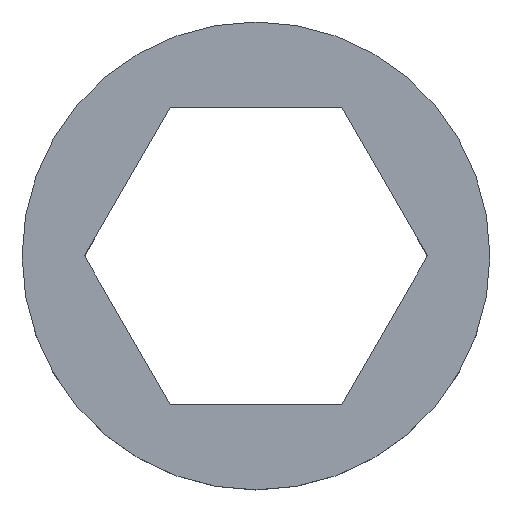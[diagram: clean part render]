
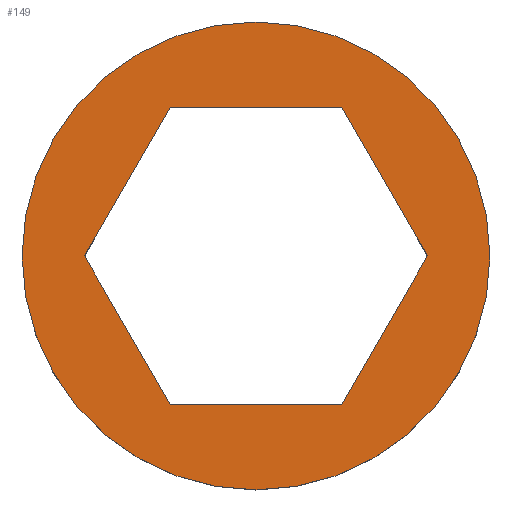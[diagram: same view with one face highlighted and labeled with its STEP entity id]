
A CAD part, top view. The second image highlights one B-rep face of the part: STEP entity #149.
In plain terms, the highlighted planar face has unit normal (0, 0, 1).
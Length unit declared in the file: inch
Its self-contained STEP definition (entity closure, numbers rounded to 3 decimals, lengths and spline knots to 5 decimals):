
#2 = EDGE_LOOP ( 'NONE', ( #147, #134, #110, #15, #14, #289 ) ) ;
#3 = EDGE_CURVE ( 'NONE', #41, #60, #308, .T. ) ;
#7 = LINE ( 'NONE', #21, #186 ) ;
#13 = DIRECTION ( 'NONE',  ( 0., 0., 1. ) ) ;
#14 = ORIENTED_EDGE ( 'NONE', *, *, #29, .F. ) ;
#15 = ORIENTED_EDGE ( 'NONE', *, *, #83, .F. ) ;
#20 = CARTESIAN_POINT ( 'NONE',  ( -0.14434, -0.25, 0.125 ) ) ;
#21 = CARTESIAN_POINT ( 'NONE',  ( -0.28868, 0., 0.125 ) ) ;
#29 = EDGE_CURVE ( 'NONE', #207, #283, #182, .T. ) ;
#31 = FACE_OUTER_BOUND ( 'NONE', #303, .T. ) ;
#36 = VECTOR ( 'NONE', #209, 39.37008 ) ;
#41 = VERTEX_POINT ( 'NONE', #204 ) ;
#43 = VERTEX_POINT ( 'NONE', #122 ) ;
#48 = CARTESIAN_POINT ( 'NONE',  ( 0.14434, 0.25, 0.125 ) ) ;
#60 = VERTEX_POINT ( 'NONE', #98 ) ;
#83 = EDGE_CURVE ( 'NONE', #283, #41, #7, .T. ) ;
#88 = CARTESIAN_POINT ( 'NONE',  ( 0.14434, -0.25, 0.125 ) ) ;
#98 = CARTESIAN_POINT ( 'NONE',  ( 0.14434, -0.25, 0.125 ) ) ;
#110 = ORIENTED_EDGE ( 'NONE', *, *, #3, .F. ) ;
#112 = DIRECTION ( 'NONE',  ( 0., 0., 1. ) ) ;
#113 = AXIS2_PLACEMENT_3D ( 'NONE', #130, #112, #253 ) ;
#115 = AXIS2_PLACEMENT_3D ( 'NONE', #172, #13, #150 ) ;
#120 = ORIENTED_EDGE ( 'NONE', *, *, #212, .T. ) ;
#122 = CARTESIAN_POINT ( 'NONE',  ( 0.14434, 0.25, 0.125 ) ) ;
#126 = CARTESIAN_POINT ( 'NONE',  ( -0.28868, 0., 0.125 ) ) ;
#127 = CARTESIAN_POINT ( 'NONE',  ( 0.28868, 0., 0.125 ) ) ;
#130 = CARTESIAN_POINT ( 'NONE',  ( 0., 0., 0.125 ) ) ;
#134 = ORIENTED_EDGE ( 'NONE', *, *, #221, .F. ) ;
#140 = EDGE_CURVE ( 'NONE', #259, #43, #148, .T. ) ;
#147 = ORIENTED_EDGE ( 'NONE', *, *, #140, .F. ) ;
#148 = LINE ( 'NONE', #185, #235 ) ;
#149 = ADVANCED_FACE ( 'NONE', ( #31, #188 ), #304, .T. ) ;
#150 = DIRECTION ( 'NONE',  ( 1., 0., 0. ) ) ;
#156 = EDGE_CURVE ( 'NONE', #43, #207, #257, .T. ) ;
#158 = LINE ( 'NONE', #88, #285 ) ;
#172 = CARTESIAN_POINT ( 'NONE',  ( 0., 0., 0.125 ) ) ;
#173 = CARTESIAN_POINT ( 'NONE',  ( -0.14434, 0.25, 0.125 ) ) ;
#176 = DIRECTION ( 'NONE',  ( -1., 0., 0. ) ) ;
#178 = DIRECTION ( 'NONE',  ( -0.5, 0.866, 0. ) ) ;
#179 = DIRECTION ( 'NONE',  ( -0.5, -0.866, 0. ) ) ;
#182 = LINE ( 'NONE', #239, #281 ) ;
#185 = CARTESIAN_POINT ( 'NONE',  ( 0.28868, 0., 0.125 ) ) ;
#186 = VECTOR ( 'NONE', #200, 39.37008 ) ;
#188 = FACE_BOUND ( 'NONE', #2, .T. ) ;
#200 = DIRECTION ( 'NONE',  ( 0.5, -0.866, 0. ) ) ;
#204 = CARTESIAN_POINT ( 'NONE',  ( -0.14434, -0.25, 0.125 ) ) ;
#207 = VERTEX_POINT ( 'NONE', #173 ) ;
#209 = DIRECTION ( 'NONE',  ( 1., 0., 0. ) ) ;
#212 = EDGE_CURVE ( 'NONE', #251, #251, #263, .T. ) ;
#219 = DIRECTION ( 'NONE',  ( 0.5, 0.866, 0. ) ) ;
#221 = EDGE_CURVE ( 'NONE', #60, #259, #158, .T. ) ;
#235 = VECTOR ( 'NONE', #178, 39.37008 ) ;
#239 = CARTESIAN_POINT ( 'NONE',  ( -0.14434, 0.25, 0.125 ) ) ;
#249 = CARTESIAN_POINT ( 'NONE',  ( 0.3937, 0., 0.125 ) ) ;
#251 = VERTEX_POINT ( 'NONE', #249 ) ;
#253 = DIRECTION ( 'NONE',  ( 1., 0., 0. ) ) ;
#257 = LINE ( 'NONE', #48, #282 ) ;
#259 = VERTEX_POINT ( 'NONE', #127 ) ;
#263 = CIRCLE ( 'NONE', #115, 0.3937 ) ;
#281 = VECTOR ( 'NONE', #179, 39.37008 ) ;
#282 = VECTOR ( 'NONE', #176, 39.37008 ) ;
#283 = VERTEX_POINT ( 'NONE', #126 ) ;
#285 = VECTOR ( 'NONE', #219, 39.37008 ) ;
#289 = ORIENTED_EDGE ( 'NONE', *, *, #156, .F. ) ;
#303 = EDGE_LOOP ( 'NONE', ( #120 ) ) ;
#304 = PLANE ( 'NONE',  #113 ) ;
#308 = LINE ( 'NONE', #20, #36 ) ;
